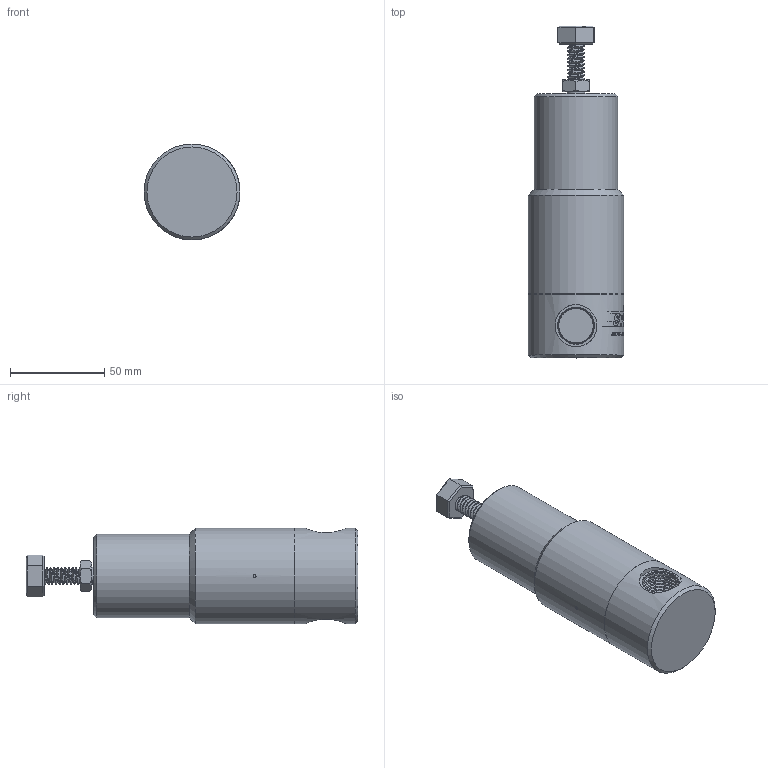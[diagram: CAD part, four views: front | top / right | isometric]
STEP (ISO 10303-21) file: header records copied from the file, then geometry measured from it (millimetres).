
FILE_DESCRIPTION (( 'STEP AP214' ), '1' );
FILE_NAME ('QS57288 - BPH05-05T-N10762.STEP', '2024-11-19T18:17:04', ( '' ), ( '' ), 'SwSTEP 2.0', 'SolidWorks 2018', '' );
FILE_SCHEMA (( 'AUTOMOTIVE_DESIGN' ));
Length unit declared in the file: inch
Products named in the file (2): QS57288 - BPH05-05T-N10762
Bounding box: 50.75 x 175.66 x 50.75 mm (x, y, z)
Volume: 251171.9 mm3; surface area: 32004.7 mm2
Topology: 2 solids, 2 shells, 338 faces, 850 edges, 550 vertices
Faces by surface type: plane 137, bspline 112, cone 45, cylinder 44
Full cylindrical faces by diameter (mm): 1.587 x1, 8.037 x5, 9.525 x1, 44.399 x2, 50.749 x2
Entity records: 30270 total; most frequent: CARTESIAN_POINT 20924, ORIENTED_EDGE 1532, DIRECTION 960, EDGE_CURVE 766, VERTEX_POINT 511, B_SPLINE_CURVE_WITH_KNOTS 445, AXIS2_PLACEMENT_3D 437, EDGE_LOOP 387
